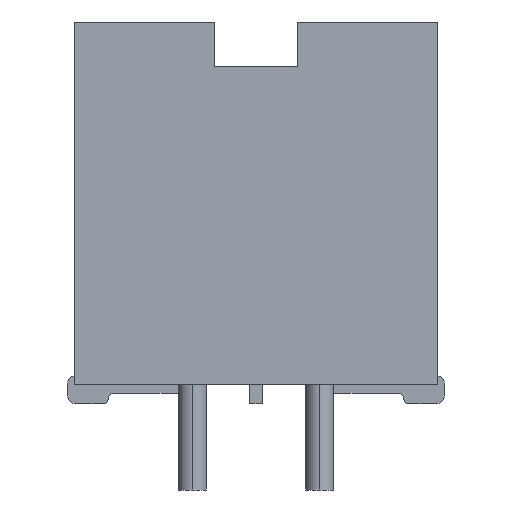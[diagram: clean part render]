
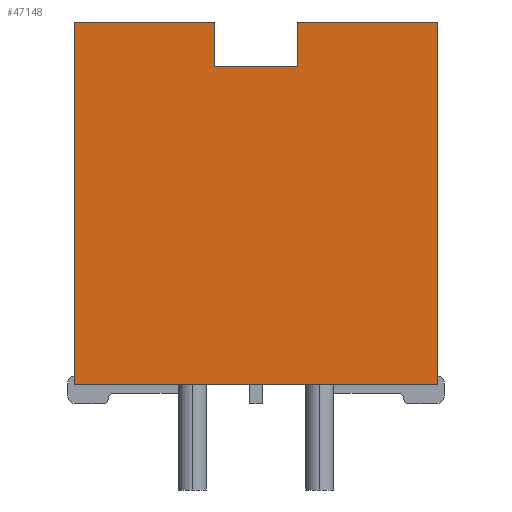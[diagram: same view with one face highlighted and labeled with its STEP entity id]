
A CAD part, left-side view. The second image highlights one B-rep face of the part: STEP entity #47148.
In plain terms, the highlighted planar face has unit normal (-1, 0, 0).
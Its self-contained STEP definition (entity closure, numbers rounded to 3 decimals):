
#46918=CARTESIAN_POINT('',(-27.937,-3.632,7.62));
#46919=VERTEX_POINT('',#46918);
#46926=CARTESIAN_POINT('',(-27.937,-3.632,0.381));
#46927=VERTEX_POINT('',#46926);
#46928=CARTESIAN_POINT('',(-27.937,-3.632,7.62));
#46929=DIRECTION('',(0.0,0.0,-1.0));
#46930=VECTOR('',#46929,7.239);
#46931=LINE('',#46928,#46930);
#46932=EDGE_CURVE('',#46919,#46927,#46931,.T.);
#46957=CARTESIAN_POINT('',(-27.937,3.632,0.381));
#46958=VERTEX_POINT('',#46957);
#46959=CARTESIAN_POINT('',(-27.937,-3.632,0.381));
#46960=DIRECTION('',(0.0,1.0,0.0));
#46961=VECTOR('',#46960,7.264);
#46962=LINE('',#46959,#46961);
#46963=EDGE_CURVE('',#46927,#46958,#46962,.T.);
#46979=CARTESIAN_POINT('',(-27.937,3.632,7.62));
#46980=VERTEX_POINT('',#46979);
#46981=CARTESIAN_POINT('',(-27.937,0.825,7.62));
#46982=VERTEX_POINT('',#46981);
#46983=CARTESIAN_POINT('',(-27.937,3.632,7.62));
#46984=DIRECTION('',(0.0,-1.0,0.0));
#46985=VECTOR('',#46984,2.807);
#46986=LINE('',#46983,#46985);
#46987=EDGE_CURVE('',#46980,#46982,#46986,.T.);
#47091=CARTESIAN_POINT('',(-27.937,-0.826,7.62));
#47092=VERTEX_POINT('',#47091);
#47099=CARTESIAN_POINT('',(-27.937,-0.826,7.62));
#47100=DIRECTION('',(0.0,-1.0,0.0));
#47101=VECTOR('',#47100,2.807);
#47102=LINE('',#47099,#47101);
#47103=EDGE_CURVE('',#47092,#46919,#47102,.T.);
#47109=CARTESIAN_POINT('',(-27.937,3.995,7.982));
#47110=DIRECTION('',(1.0,0.0,0.0));
#47111=DIRECTION('',(0.0,1.0,0.0));
#47112=AXIS2_PLACEMENT_3D('',#47109,#47110,#47111);
#47113=PLANE('',#47112);
#47114=CARTESIAN_POINT('',(-27.937,0.825,6.731));
#47115=VERTEX_POINT('',#47114);
#47116=CARTESIAN_POINT('',(-27.937,0.825,6.731));
#47117=DIRECTION('',(0.0,0.0,1.0));
#47118=VECTOR('',#47117,0.889);
#47119=LINE('',#47116,#47118);
#47120=EDGE_CURVE('',#47115,#46982,#47119,.T.);
#47121=ORIENTED_EDGE('',*,*,#47120,.T.);
#47122=ORIENTED_EDGE('',*,*,#46987,.F.);
#47123=CARTESIAN_POINT('',(-27.937,3.632,0.381));
#47124=DIRECTION('',(0.0,0.0,1.0));
#47125=VECTOR('',#47124,7.239);
#47126=LINE('',#47123,#47125);
#47127=EDGE_CURVE('',#46958,#46980,#47126,.T.);
#47128=ORIENTED_EDGE('',*,*,#47127,.F.);
#47129=ORIENTED_EDGE('',*,*,#46963,.F.);
#47130=ORIENTED_EDGE('',*,*,#46932,.F.);
#47131=ORIENTED_EDGE('',*,*,#47103,.F.);
#47132=CARTESIAN_POINT('',(-27.937,-0.826,6.731));
#47133=VERTEX_POINT('',#47132);
#47134=CARTESIAN_POINT('',(-27.937,-0.826,6.731));
#47135=DIRECTION('',(0.0,0.0,1.0));
#47136=VECTOR('',#47135,0.889);
#47137=LINE('',#47134,#47136);
#47138=EDGE_CURVE('',#47133,#47092,#47137,.T.);
#47139=ORIENTED_EDGE('',*,*,#47138,.F.);
#47140=CARTESIAN_POINT('',(-27.937,-0.826,6.731));
#47141=DIRECTION('',(0.0,1.0,0.0));
#47142=VECTOR('',#47141,1.651);
#47143=LINE('',#47140,#47142);
#47144=EDGE_CURVE('',#47133,#47115,#47143,.T.);
#47145=ORIENTED_EDGE('',*,*,#47144,.T.);
#47146=EDGE_LOOP('',(#47121,#47122,#47128,#47129,#47130,#47131,#47139,#47145));
#47147=FACE_OUTER_BOUND('',#47146,.T.);
#47148=ADVANCED_FACE('',(#47147),#47113,.F.);
